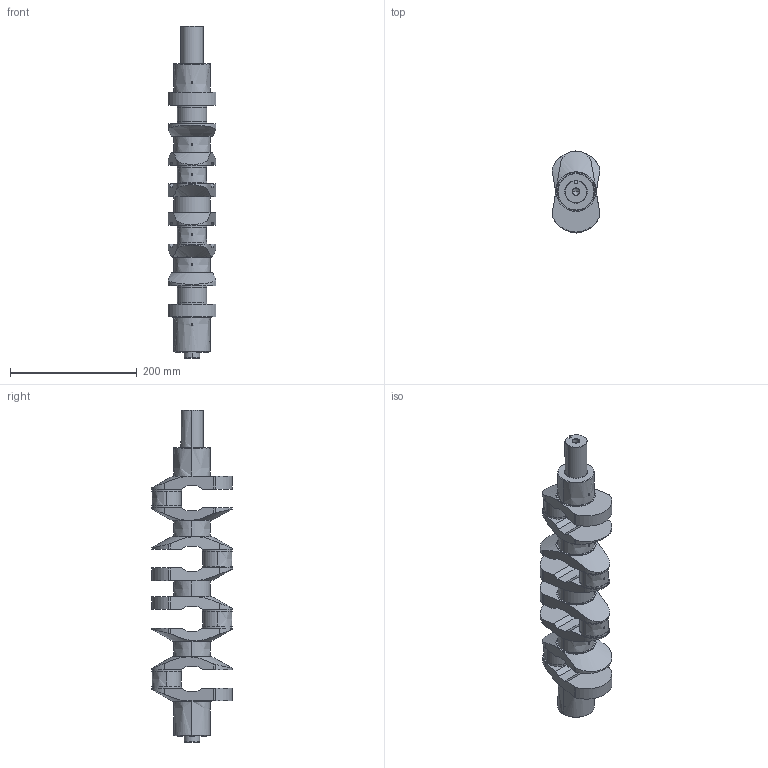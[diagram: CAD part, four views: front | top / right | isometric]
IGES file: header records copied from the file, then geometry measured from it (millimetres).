
Start section:  PTC IGES file: crankshaft.igs
Global section: file name: crankshaft.igs; native system: Creo Parametric by Parametric Technology Corporation; preprocessor: 2012360; author: Michael; organization: Unknown; date: 20131012.114204; units: millimetre
Bounding box: 75.74 x 129.3 x 524.5 mm (x, y, z)
Volume: 1633984.5 mm3; surface area: 204521.2 mm2
Topology: 1 solids, 8 shells, 310 faces, 919 edges, 716 vertices
Faces by surface type: revolution 202, bspline 108
